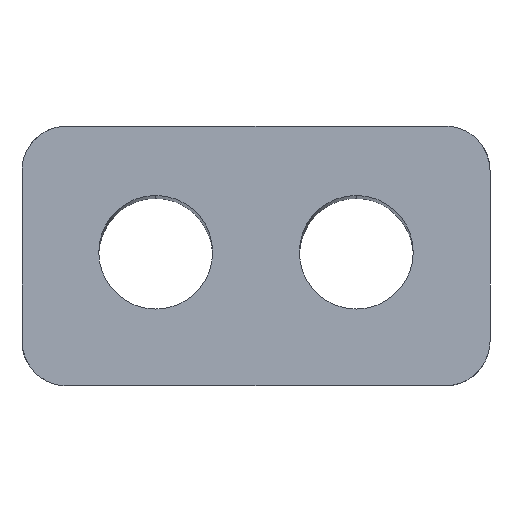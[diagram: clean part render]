
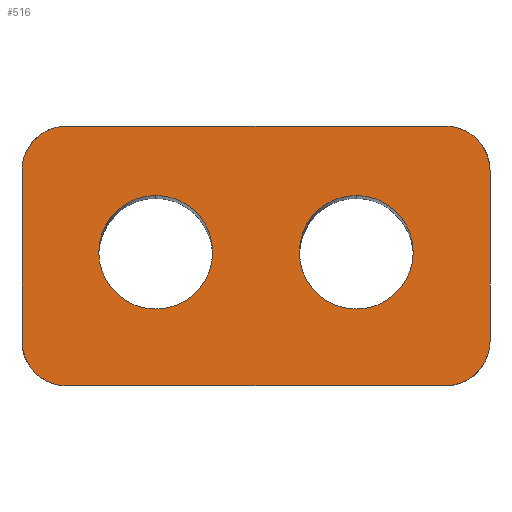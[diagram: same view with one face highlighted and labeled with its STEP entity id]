
A CAD part, top view. The second image highlights one B-rep face of the part: STEP entity #516.
In plain terms, the highlighted planar face has unit normal (0, 0.064, 0.998).
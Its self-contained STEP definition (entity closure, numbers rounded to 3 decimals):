
#7 = VERTEX_POINT ( 'NONE', #623 ) ;
#9 = EDGE_CURVE ( 'NONE', #109, #539, #369, .T. ) ;
#13 = VECTOR ( 'NONE', #410, 1000. ) ;
#14 = EDGE_LOOP ( 'NONE', ( #689, #273 ) ) ;
#17 = PLANE ( 'NONE',  #674 ) ;
#36 = CIRCLE ( 'NONE', #190, 5.11 ) ;
#37 = ORIENTED_EDGE ( 'NONE', *, *, #651, .T. ) ;
#41 = EDGE_LOOP ( 'NONE', ( #397, #619 ) ) ;
#43 = EDGE_CURVE ( 'NONE', #281, #130, #474, .T. ) ;
#54 = CARTESIAN_POINT ( 'NONE',  ( 1.657, 23.29, 5. ) ) ;
#68 = VECTOR ( 'NONE', #253, 1000. ) ;
#69 = EDGE_CURVE ( 'NONE', #130, #281, #36, .T. ) ;
#80 = EDGE_CURVE ( 'NONE', #423, #404, #499, .T. ) ;
#93 = DIRECTION ( 'NONE',  ( 0., -0.998, 0.064 ) ) ;
#94 = CARTESIAN_POINT ( 'NONE',  ( 30., 17.075, 5.4 ) ) ;
#97 = CARTESIAN_POINT ( 'NONE',  ( 40.343, 23.29, 5. ) ) ;
#104 = EDGE_CURVE ( 'NONE', #450, #178, #463, .T. ) ;
#105 = CARTESIAN_POINT ( 'NONE',  ( 4., 23.29, 5. ) ) ;
#109 = VERTEX_POINT ( 'NONE', #94 ) ;
#119 = CARTESIAN_POINT ( 'NONE',  ( 0., 19.29, 5.258 ) ) ;
#121 = EDGE_LOOP ( 'NONE', ( #328, #396, #195, #561, #275, #225, #668, #37 ) ) ;
#125 = LINE ( 'NONE', #524, #68 ) ;
#130 = VERTEX_POINT ( 'NONE', #470 ) ;
#134 = CARTESIAN_POINT ( 'NONE',  ( 38., 23.29, 5. ) ) ;
#154 = CARTESIAN_POINT ( 'NONE',  ( 0., 19.29, 5.258 ) ) ;
#157 = CARTESIAN_POINT ( 'NONE',  ( 12., 17.075, 5.4 ) ) ;
#159 = CIRCLE ( 'NONE', #374, 5.11 ) ;
#172 = CARTESIAN_POINT ( 'NONE',  ( 42., 19.29, 5.258 ) ) ;
#178 = VERTEX_POINT ( 'NONE', #182 ) ;
#182 = CARTESIAN_POINT ( 'NONE',  ( 38., 23.29, 5. ) ) ;
#190 = AXIS2_PLACEMENT_3D ( 'NONE', #581, #469, #93 ) ;
#195 = ORIENTED_EDGE ( 'NONE', *, *, #589, .T. ) ;
#197 = FACE_OUTER_BOUND ( 'NONE', #121, .T. ) ;
#202 = DIRECTION ( 'NONE',  ( 0., -0.998, 0.064 ) ) ;
#207 = CARTESIAN_POINT ( 'NONE',  ( 40.343, 0., 6.5 ) ) ;
#225 = ORIENTED_EDGE ( 'NONE', *, *, #409, .T. ) ;
#227 = VERTEX_POINT ( 'NONE', #260 ) ;
#228 = DIRECTION ( 'NONE',  ( 0., 0.064, 0.998 ) ) ;
#230 = CARTESIAN_POINT ( 'NONE',  ( 30., 6.875, 6.057 ) ) ;
#234 = VERTEX_POINT ( 'NONE', #105 ) ;
#240 = CARTESIAN_POINT ( 'NONE',  ( 0., 16.175, 5.458 ) ) ;
#251 = EDGE_CURVE ( 'NONE', #234, #423, #293, .T. ) ;
#253 = DIRECTION ( 'NONE',  ( -1., 0., 0. ) ) ;
#260 = CARTESIAN_POINT ( 'NONE',  ( 4., 0., 6.5 ) ) ;
#273 = ORIENTED_EDGE ( 'NONE', *, *, #9, .F. ) ;
#275 = ORIENTED_EDGE ( 'NONE', *, *, #80, .T. ) ;
#281 = VERTEX_POINT ( 'NONE', #157 ) ;
#282 = CARTESIAN_POINT ( 'NONE',  ( 0., 4., 6.242 ) ) ;
#293 =( BOUNDED_CURVE ( )  B_SPLINE_CURVE ( 3, ( #314, #54, #486, #154 ),
 .UNSPECIFIED., .F., .F. ) 
 B_SPLINE_CURVE_WITH_KNOTS ( ( 4, 4 ),
 ( 0., 1.571 ),
 .UNSPECIFIED. ) 
 CURVE ( )  GEOMETRIC_REPRESENTATION_ITEM ( )  RATIONAL_B_SPLINE_CURVE ( ( 1., 0.805, 0.805, 1. ) ) 
 REPRESENTATION_ITEM ( '' )  );
#301 = CARTESIAN_POINT ( 'NONE',  ( 42., 21.633, 5.107 ) ) ;
#305 = CARTESIAN_POINT ( 'NONE',  ( 42., 19.29, 5.258 ) ) ;
#306 = AXIS2_PLACEMENT_3D ( 'NONE', #515, #633, #358 ) ;
#314 = CARTESIAN_POINT ( 'NONE',  ( 4., 23.29, 5. ) ) ;
#326 = DIRECTION ( 'NONE',  ( 1., 0., 0. ) ) ;
#328 = ORIENTED_EDGE ( 'NONE', *, *, #480, .T. ) ;
#332 = DIRECTION ( 'NONE',  ( 0., 0.998, -0.064 ) ) ;
#334 = LINE ( 'NONE', #634, #386 ) ;
#335 =( BOUNDED_CURVE ( )  B_SPLINE_CURVE ( 3, ( #282, #667, #445, #664 ),
 .UNSPECIFIED., .F., .F. ) 
 B_SPLINE_CURVE_WITH_KNOTS ( ( 4, 4 ),
 ( 1.571, 3.142 ),
 .UNSPECIFIED. ) 
 CURVE ( )  GEOMETRIC_REPRESENTATION_ITEM ( )  RATIONAL_B_SPLINE_CURVE ( ( 1., 0.805, 0.805, 1. ) ) 
 REPRESENTATION_ITEM ( '' )  );
#344 = VERTEX_POINT ( 'NONE', #427 ) ;
#349 = LINE ( 'NONE', #556, #659 ) ;
#355 =( BOUNDED_CURVE ( )  B_SPLINE_CURVE ( 3, ( #491, #207, #380, #600 ),
 .UNSPECIFIED., .F., .F. ) 
 B_SPLINE_CURVE_WITH_KNOTS ( ( 4, 4 ),
 ( 3.142, 4.712 ),
 .UNSPECIFIED. ) 
 CURVE ( )  GEOMETRIC_REPRESENTATION_ITEM ( )  RATIONAL_B_SPLINE_CURVE ( ( 1., 0.805, 0.805, 1. ) ) 
 REPRESENTATION_ITEM ( '' )  );
#358 = DIRECTION ( 'NONE',  ( 0., -0.998, 0.064 ) ) ;
#369 = CIRCLE ( 'NONE', #383, 5.11 ) ;
#374 = AXIS2_PLACEMENT_3D ( 'NONE', #521, #418, #202 ) ;
#380 = CARTESIAN_POINT ( 'NONE',  ( 42., 1.657, 6.393 ) ) ;
#383 = AXIS2_PLACEMENT_3D ( 'NONE', #673, #458, #402 ) ;
#386 = VECTOR ( 'NONE', #326, 1000. ) ;
#393 = EDGE_CURVE ( 'NONE', #227, #344, #334, .T. ) ;
#396 = ORIENTED_EDGE ( 'NONE', *, *, #104, .T. ) ;
#397 = ORIENTED_EDGE ( 'NONE', *, *, #69, .F. ) ;
#402 = DIRECTION ( 'NONE',  ( 0., -0.998, 0.064 ) ) ;
#404 = VERTEX_POINT ( 'NONE', #449 ) ;
#409 = EDGE_CURVE ( 'NONE', #404, #227, #335, .T. ) ;
#410 = DIRECTION ( 'NONE',  ( 0., -0.998, 0.064 ) ) ;
#418 = DIRECTION ( 'NONE',  ( 0., 0.064, 0.998 ) ) ;
#423 = VERTEX_POINT ( 'NONE', #119 ) ;
#427 = CARTESIAN_POINT ( 'NONE',  ( 38., 0., 6.5 ) ) ;
#445 = CARTESIAN_POINT ( 'NONE',  ( 1.657, 0., 6.5 ) ) ;
#449 = CARTESIAN_POINT ( 'NONE',  ( 0., 4., 6.242 ) ) ;
#450 = VERTEX_POINT ( 'NONE', #172 ) ;
#458 = DIRECTION ( 'NONE',  ( 0., 0.064, 0.998 ) ) ;
#463 =( BOUNDED_CURVE ( )  B_SPLINE_CURVE ( 3, ( #305, #301, #97, #134 ),
 .UNSPECIFIED., .F., .F. ) 
 B_SPLINE_CURVE_WITH_KNOTS ( ( 4, 4 ),
 ( 4.712, 6.283 ),
 .UNSPECIFIED. ) 
 CURVE ( )  GEOMETRIC_REPRESENTATION_ITEM ( )  RATIONAL_B_SPLINE_CURVE ( ( 1., 0.805, 0.805, 1. ) ) 
 REPRESENTATION_ITEM ( '' )  );
#469 = DIRECTION ( 'NONE',  ( 0., 0.064, 0.998 ) ) ;
#470 = CARTESIAN_POINT ( 'NONE',  ( 12., 6.875, 6.057 ) ) ;
#474 = CIRCLE ( 'NONE', #306, 5.11 ) ;
#480 = EDGE_CURVE ( 'NONE', #7, #450, #349, .T. ) ;
#486 = CARTESIAN_POINT ( 'NONE',  ( 0., 21.633, 5.107 ) ) ;
#491 = CARTESIAN_POINT ( 'NONE',  ( 38., 0., 6.5 ) ) ;
#499 = LINE ( 'NONE', #240, #13 ) ;
#515 = CARTESIAN_POINT ( 'NONE',  ( 12., 11.975, 5.729 ) ) ;
#516 = ADVANCED_FACE ( 'NONE', ( #557, #611, #197 ), #17, .T. ) ;
#521 = CARTESIAN_POINT ( 'NONE',  ( 30., 11.975, 5.729 ) ) ;
#524 = CARTESIAN_POINT ( 'NONE',  ( 42., 23.29, 5. ) ) ;
#539 = VERTEX_POINT ( 'NONE', #230 ) ;
#556 = CARTESIAN_POINT ( 'NONE',  ( 42., 0.948, 6.439 ) ) ;
#557 = FACE_BOUND ( 'NONE', #41, .T. ) ;
#561 = ORIENTED_EDGE ( 'NONE', *, *, #251, .T. ) ;
#564 = CARTESIAN_POINT ( 'NONE',  ( 0., 0.417, 6.473 ) ) ;
#566 = DIRECTION ( 'NONE',  ( 0., -0.998, 0.064 ) ) ;
#576 = EDGE_CURVE ( 'NONE', #539, #109, #159, .T. ) ;
#581 = CARTESIAN_POINT ( 'NONE',  ( 12., 11.975, 5.729 ) ) ;
#589 = EDGE_CURVE ( 'NONE', #178, #234, #125, .T. ) ;
#600 = CARTESIAN_POINT ( 'NONE',  ( 42., 4., 6.242 ) ) ;
#611 = FACE_BOUND ( 'NONE', #14, .T. ) ;
#619 = ORIENTED_EDGE ( 'NONE', *, *, #43, .F. ) ;
#623 = CARTESIAN_POINT ( 'NONE',  ( 42., 4., 6.242 ) ) ;
#633 = DIRECTION ( 'NONE',  ( 0., 0.064, 0.998 ) ) ;
#634 = CARTESIAN_POINT ( 'NONE',  ( 4., 0., 6.5 ) ) ;
#651 = EDGE_CURVE ( 'NONE', #344, #7, #355, .T. ) ;
#659 = VECTOR ( 'NONE', #332, 1000. ) ;
#664 = CARTESIAN_POINT ( 'NONE',  ( 4., 0., 6.5 ) ) ;
#667 = CARTESIAN_POINT ( 'NONE',  ( 0., 1.657, 6.393 ) ) ;
#668 = ORIENTED_EDGE ( 'NONE', *, *, #393, .T. ) ;
#673 = CARTESIAN_POINT ( 'NONE',  ( 30., 11.975, 5.729 ) ) ;
#674 = AXIS2_PLACEMENT_3D ( 'NONE', #564, #228, #566 ) ;
#689 = ORIENTED_EDGE ( 'NONE', *, *, #576, .F. ) ;
